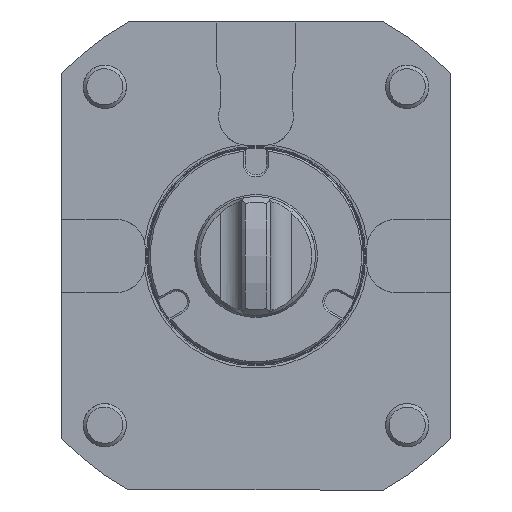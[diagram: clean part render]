
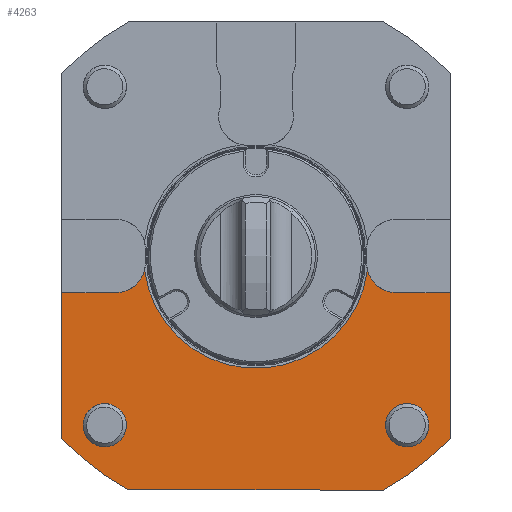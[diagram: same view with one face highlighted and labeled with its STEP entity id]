
A CAD part, front view. The second image highlights one B-rep face of the part: STEP entity #4263.
In plain terms, the highlighted planar face has unit normal (0, -1, 0).
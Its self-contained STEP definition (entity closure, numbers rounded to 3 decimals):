
#116 = CARTESIAN_POINT ( 'NONE',  ( 0., 0., 0. ) ) ;
#138 = VERTEX_POINT ( 'NONE', #20096 ) ;
#799 = DIRECTION ( 'NONE',  ( 0., 0., -1. ) ) ;
#1202 = VERTEX_POINT ( 'NONE', #9667 ) ;
#1671 = CARTESIAN_POINT ( 'NONE',  ( 0., 0., 0. ) ) ;
#1887 = VERTEX_POINT ( 'NONE', #2822 ) ;
#1917 = CARTESIAN_POINT ( 'NONE',  ( 38.75, 0., -2.15 ) ) ;
#1918 = DIRECTION ( 'NONE',  ( 1., 0., 0. ) ) ;
#2009 = CIRCLE ( 'NONE', #7448, 74. ) ;
#2525 = CARTESIAN_POINT ( 'NONE',  ( -54., 0., 0. ) ) ;
#2769 = EDGE_LOOP ( 'NONE', ( #9818 ) ) ;
#2822 = CARTESIAN_POINT ( 'NONE',  ( -35.369, 0., -65. ) ) ;
#2862 = LINE ( 'NONE', #14551, #7235 ) ;
#2958 = ORIENTED_EDGE ( 'NONE', *, *, #12313, .T. ) ;
#3029 = VERTEX_POINT ( 'NONE', #10407 ) ;
#3738 = CARTESIAN_POINT ( 'NONE',  ( 38.75, 0., -10.15 ) ) ;
#3834 = AXIS2_PLACEMENT_3D ( 'NONE', #1671, #8255, #22397 ) ;
#3938 = LINE ( 'NONE', #10846, #6958 ) ;
#4093 = VERTEX_POINT ( 'NONE', #19786 ) ;
#4188 = EDGE_CURVE ( 'NONE', #16880, #16880, #4301, .T. ) ;
#4263 = ADVANCED_FACE ( 'Defeature completata1_4', ( #21666, #18167, #9653 ), #14650, .T. ) ;
#4301 = CIRCLE ( 'NONE', #16976, 6. ) ;
#4349 = EDGE_CURVE ( 'NONE', #1887, #138, #2862, .T. ) ;
#4592 = VECTOR ( 'NONE', #9535, 1000. ) ;
#4827 = DIRECTION ( 'NONE',  ( 0., -1., 0. ) ) ;
#5300 = VERTEX_POINT ( 'NONE', #3738 ) ;
#5323 = EDGE_CURVE ( 'NONE', #138, #3029, #2009, .T. ) ;
#5338 = AXIS2_PLACEMENT_3D ( 'NONE', #15341, #7069, #20671 ) ;
#5398 = CARTESIAN_POINT ( 'NONE',  ( -42., 0., -47. ) ) ;
#5431 = DIRECTION ( 'NONE',  ( -1., 0., 0. ) ) ;
#5771 = EDGE_CURVE ( 'NONE', #17970, #6620, #10694, .T. ) ;
#6456 = CARTESIAN_POINT ( 'NONE',  ( 48., 0., -47. ) ) ;
#6523 = EDGE_CURVE ( 'NONE', #17970, #1202, #13990, .T. ) ;
#6535 = VECTOR ( 'NONE', #1918, 1000. ) ;
#6574 = CARTESIAN_POINT ( 'NONE',  ( -36., 0., -47. ) ) ;
#6577 = CARTESIAN_POINT ( 'NONE',  ( 54., 0., -10.15 ) ) ;
#6600 = CARTESIAN_POINT ( 'NONE',  ( -54., 0., -10.15 ) ) ;
#6620 = VERTEX_POINT ( 'NONE', #14023 ) ;
#6774 = EDGE_LOOP ( 'NONE', ( #9976, #13081, #15217, #20061, #10513, #14211, #7964, #2958, #17363, #18437 ) ) ;
#6958 = VECTOR ( 'NONE', #5431, 1000. ) ;
#7038 = DIRECTION ( 'NONE',  ( 0., -1., 0. ) ) ;
#7069 = DIRECTION ( 'NONE',  ( 0., -1., 0. ) ) ;
#7235 = VECTOR ( 'NONE', #16369, 1000. ) ;
#7246 = LINE ( 'NONE', #9047, #6535 ) ;
#7400 = LINE ( 'NONE', #2525, #4592 ) ;
#7448 = AXIS2_PLACEMENT_3D ( 'NONE', #116, #7038, #20850 ) ;
#7640 = VERTEX_POINT ( 'NONE', #6600 ) ;
#7964 = ORIENTED_EDGE ( 'NONE', *, *, #9863, .F. ) ;
#8255 = DIRECTION ( 'NONE',  ( 0., -1., 0. ) ) ;
#8515 = CARTESIAN_POINT ( 'NONE',  ( 54., 0., 0. ) ) ;
#9047 = CARTESIAN_POINT ( 'NONE',  ( -59.893, 0., -10.15 ) ) ;
#9082 = VERTEX_POINT ( 'NONE', #6577 ) ;
#9444 = CIRCLE ( 'NONE', #10883, 6. ) ;
#9535 = DIRECTION ( 'NONE',  ( 0., 0., 1. ) ) ;
#9653 = FACE_OUTER_BOUND ( 'NONE', #6774, .T. ) ;
#9667 = CARTESIAN_POINT ( 'NONE',  ( 30.951, 0., -3.933 ) ) ;
#9818 = ORIENTED_EDGE ( 'NONE', *, *, #18378, .F. ) ;
#9863 = EDGE_CURVE ( 'NONE', #4093, #7640, #7400, .T. ) ;
#9976 = ORIENTED_EDGE ( 'NONE', *, *, #22230, .T. ) ;
#10148 = DIRECTION ( 'NONE',  ( 0., -1., 0. ) ) ;
#10340 = AXIS2_PLACEMENT_3D ( 'NONE', #1917, #13925, #22196 ) ;
#10407 = CARTESIAN_POINT ( 'NONE',  ( 54., 0., -50.596 ) ) ;
#10513 = ORIENTED_EDGE ( 'NONE', *, *, #5771, .T. ) ;
#10694 = CIRCLE ( 'NONE', #11061, 8. ) ;
#10846 = CARTESIAN_POINT ( 'NONE',  ( 59.893, 0., -10.15 ) ) ;
#10883 = AXIS2_PLACEMENT_3D ( 'NONE', #5398, #10148, #12296 ) ;
#11061 = AXIS2_PLACEMENT_3D ( 'NONE', #18025, #19383, #799 ) ;
#11433 = ORIENTED_EDGE ( 'NONE', *, *, #4188, .F. ) ;
#11729 = DIRECTION ( 'NONE',  ( 1., 0., 0. ) ) ;
#12296 = DIRECTION ( 'NONE',  ( 1., 0., 0. ) ) ;
#12313 = EDGE_CURVE ( 'NONE', #4093, #1887, #20901, .T. ) ;
#12351 = DIRECTION ( 'NONE',  ( 0., 0., 1. ) ) ;
#13081 = ORIENTED_EDGE ( 'NONE', *, *, #20709, .T. ) ;
#13925 = DIRECTION ( 'NONE',  ( 0., -1., 0. ) ) ;
#13990 = CIRCLE ( 'NONE', #3834, 31.2 ) ;
#14023 = CARTESIAN_POINT ( 'NONE',  ( -38.75, 0., -10.15 ) ) ;
#14211 = ORIENTED_EDGE ( 'NONE', *, *, #16312, .F. ) ;
#14551 = CARTESIAN_POINT ( 'NONE',  ( 0., 0., -65. ) ) ;
#14650 = PLANE ( 'NONE',  #20961 ) ;
#14738 = EDGE_CURVE ( 'NONE', #1202, #5300, #20112, .T. ) ;
#15217 = ORIENTED_EDGE ( 'NONE', *, *, #14738, .F. ) ;
#15341 = CARTESIAN_POINT ( 'NONE',  ( 0., 0., 0. ) ) ;
#15532 = LINE ( 'NONE', #8515, #16409 ) ;
#16306 = EDGE_LOOP ( 'NONE', ( #11433 ) ) ;
#16312 = EDGE_CURVE ( 'NONE', #7640, #6620, #7246, .T. ) ;
#16369 = DIRECTION ( 'NONE',  ( 1., 0., 0. ) ) ;
#16409 = VECTOR ( 'NONE', #12351, 1000. ) ;
#16472 = CARTESIAN_POINT ( 'NONE',  ( 0., 0., 0. ) ) ;
#16783 = CARTESIAN_POINT ( 'NONE',  ( -30.951, 0., -3.933 ) ) ;
#16880 = VERTEX_POINT ( 'NONE', #6456 ) ;
#16976 = AXIS2_PLACEMENT_3D ( 'NONE', #20350, #4827, #11729 ) ;
#17363 = ORIENTED_EDGE ( 'NONE', *, *, #4349, .T. ) ;
#17970 = VERTEX_POINT ( 'NONE', #16783 ) ;
#18025 = CARTESIAN_POINT ( 'NONE',  ( -38.75, 0., -2.15 ) ) ;
#18167 = FACE_BOUND ( 'NONE', #2769, .T. ) ;
#18378 = EDGE_CURVE ( 'NONE', #22406, #22406, #9444, .T. ) ;
#18437 = ORIENTED_EDGE ( 'NONE', *, *, #5323, .T. ) ;
#19383 = DIRECTION ( 'NONE',  ( 0., 1., 0. ) ) ;
#19764 = DIRECTION ( 'NONE',  ( 0., 0., 1. ) ) ;
#19786 = CARTESIAN_POINT ( 'NONE',  ( -54., 0., -50.596 ) ) ;
#20061 = ORIENTED_EDGE ( 'NONE', *, *, #6523, .F. ) ;
#20096 = CARTESIAN_POINT ( 'NONE',  ( 35.369, 0., -65. ) ) ;
#20112 = CIRCLE ( 'NONE', #10340, 8. ) ;
#20350 = CARTESIAN_POINT ( 'NONE',  ( 42., 0., -47. ) ) ;
#20671 = DIRECTION ( 'NONE',  ( 0., 0., 1. ) ) ;
#20709 = EDGE_CURVE ( 'NONE', #9082, #5300, #3938, .T. ) ;
#20850 = DIRECTION ( 'NONE',  ( 0., 0., 1. ) ) ;
#20901 = CIRCLE ( 'NONE', #5338, 74. ) ;
#20961 = AXIS2_PLACEMENT_3D ( 'NONE', #16472, #21562, #19764 ) ;
#21562 = DIRECTION ( 'NONE',  ( 0., -1., 0. ) ) ;
#21666 = FACE_BOUND ( 'NONE', #16306, .T. ) ;
#22196 = DIRECTION ( 'NONE',  ( 0., 0., 1. ) ) ;
#22230 = EDGE_CURVE ( 'NONE', #3029, #9082, #15532, .T. ) ;
#22397 = DIRECTION ( 'NONE',  ( 0., 0., 1. ) ) ;
#22406 = VERTEX_POINT ( 'NONE', #6574 ) ;
